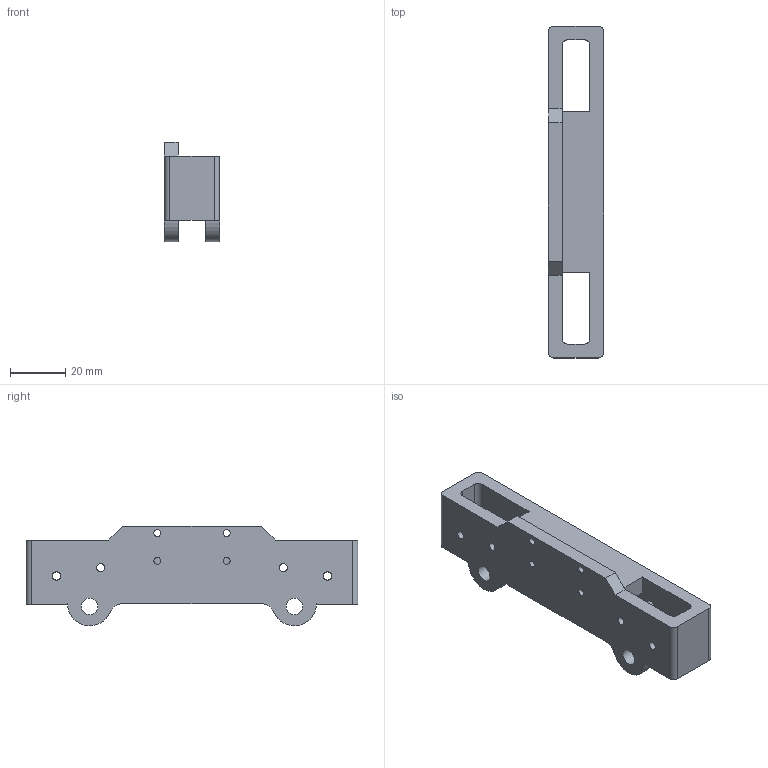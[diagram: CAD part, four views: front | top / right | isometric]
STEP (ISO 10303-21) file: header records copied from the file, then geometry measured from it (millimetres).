
FILE_DESCRIPTION(/* description */ (''),/* implementation_level */ '2;1');
FILE_NAME(/* name */ 'GripperBase.stp',/* time_stamp */ '2020-05-08T18:58:54+12:00',/* author */ ('Ajay Yadiki'),/* organization */ (''),/* preprocessor_version */ 'ST-DEVELOPER v18',/* originating_system */ 'Autodesk Inventor 2020',/* authorisation */ '');
FILE_SCHEMA (('AUTOMOTIVE_DESIGN { 1 0 10303 214 3 1 1 }'));
Length unit declared in the file: millimetre
Products named in the file (1): GripperBase
Bounding box: 20 x 120 x 36 mm (x, y, z)
Volume: 37691.8 mm3; surface area: 16873.5 mm2
Topology: 1 solids, 1 shells, 89 faces, 262 edges, 172 vertices
Faces by surface type: cylinder 46, plane 35, bspline 4, torus 4
Full cylindrical faces by diameter (mm): 2.5 x4, 3 x8, 6 x4
Entity records: 3217 total; most frequent: CARTESIAN_POINT 652, DIRECTION 538, ORIENTED_EDGE 524, EDGE_CURVE 262, AXIS2_PLACEMENT_3D 198, VERTEX_POINT 172, LINE 142, VECTOR 142
